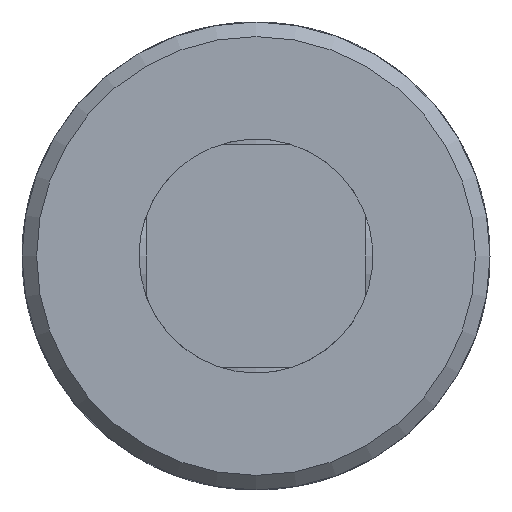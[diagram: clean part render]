
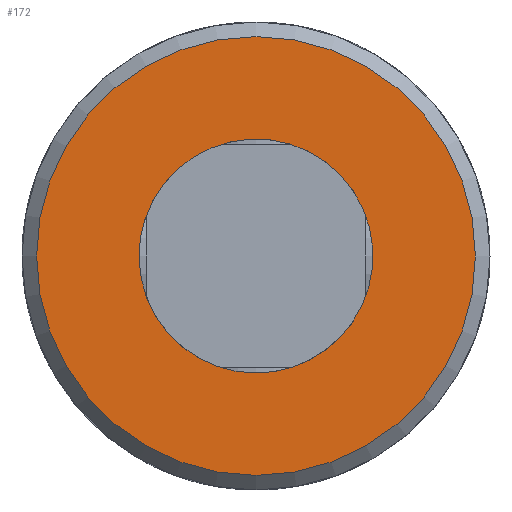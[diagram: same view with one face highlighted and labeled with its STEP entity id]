
A CAD part, left-side view. The second image highlights one B-rep face of the part: STEP entity #172.
In plain terms, the highlighted planar face has unit normal (-1, 0, 0).
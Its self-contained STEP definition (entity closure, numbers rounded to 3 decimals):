
#172 = ADVANCED_FACE( '', ( #333, #334 ), #335, .F. );
#333 = FACE_OUTER_BOUND( '', #481, .T. );
#334 = FACE_BOUND( '', #482, .T. );
#335 = PLANE( '', #483 );
#481 = EDGE_LOOP( '', ( #730 ) );
#482 = EDGE_LOOP( '', ( #731 ) );
#483 = AXIS2_PLACEMENT_3D( '', #732, #733, #734 );
#730 = ORIENTED_EDGE( '', *, *, #803, .F. );
#731 = ORIENTED_EDGE( '', *, *, #845, .T. );
#732 = CARTESIAN_POINT( '', ( 0., 0., 0. ) );
#733 = DIRECTION( '', ( 1., 0., 0. ) );
#734 = DIRECTION( '', ( 0., 0., -1. ) );
#803 = EDGE_CURVE( '', #918, #918, #919, .T. );
#845 = EDGE_CURVE( '', #983, #983, #984, .T. );
#918 = VERTEX_POINT( '', #1109 );
#919 = CIRCLE( '', #1110, 37.5 );
#983 = VERTEX_POINT( '', #1280 );
#984 = CIRCLE( '', #1281, 20. );
#1109 = CARTESIAN_POINT( '', ( 0., 0., -37.5 ) );
#1110 = AXIS2_PLACEMENT_3D( '', #1701, #1702, #1703 );
#1280 = CARTESIAN_POINT( '', ( 0., 0., -20. ) );
#1281 = AXIS2_PLACEMENT_3D( '', #1752, #1753, #1754 );
#1701 = CARTESIAN_POINT( '', ( 0., 0., 0. ) );
#1702 = DIRECTION( '', ( 1., 0., 0. ) );
#1703 = DIRECTION( '', ( 0., 0., -1. ) );
#1752 = CARTESIAN_POINT( '', ( 0., 0., 0. ) );
#1753 = DIRECTION( '', ( 1., 0., 0. ) );
#1754 = DIRECTION( '', ( 0., 0., -1. ) );
